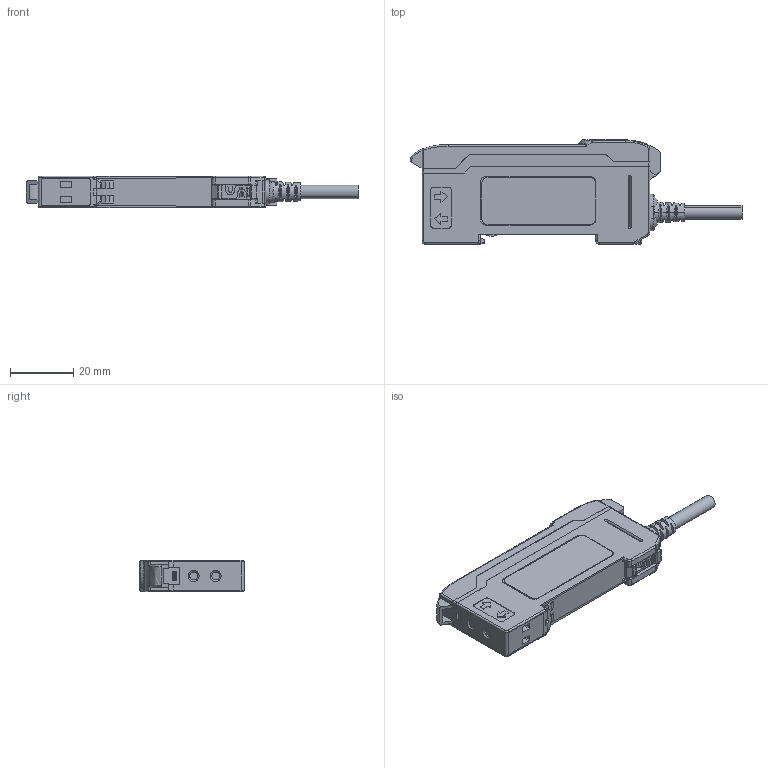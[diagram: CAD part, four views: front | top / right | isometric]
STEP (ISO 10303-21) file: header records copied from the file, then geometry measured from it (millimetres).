
FILE_DESCRIPTION((''),'2;1');
FILE_NAME('161273_ASM','2022-04-18T10:11:45',('PDMAdmin'),('BANNER ENGINEERING'),'CREO PARAMETRIC BY PTC INC, 2019292','CREO PARAMETRIC BY PTC INC, 2019292','');
FILE_SCHEMA(('CONFIG_CONTROL_DESIGN'));
Products named in the file (19): 156397; 158608_AF1; 118171_ASSY-158606_AF7; 156383_DRW_ASM; 156394; 156396; 156393; 156520; SMSWR1A_1_OLD; SMSWR4_1_OLD; 156392; 157537; 156399; 156400_W_LOGO; 160111; 160112; 156398; 161273_PL01; 161273_ASM
Assembly tree (18 placements, depth 3):
  161273_ASM
    156397
    156383_DRW_ASM
      158608_AF1
      118171_ASSY-158606_AF7
    156394
    156396
    156393
    156520
    SMSWR1A_1_OLD
    SMSWR4_1_OLD
    156392
    157537
    156399
    156400_W_LOGO
    160111
    160112
    156398
    161273_PL01
Bounding box: 105 x 33 x 10.1 mm (x, y, z)
Volume: 24130.8 mm3; surface area: 28126.7 mm2
Topology: 17 solids, 17 shells, 2499 faces, 6716 edges, 4346 vertices
Faces by surface type: plane 1797, cylinder 501, bspline 95, sphere 40, torus 35, cone 26, extrusion 5
Entity records: 81895 total; most frequent: CARTESIAN_POINT 19173, ORIENTED_EDGE 13400, DIRECTION 12199, EDGE_CURVE 6700, VECTOR 5255, LINE 5250, VERTEX_POINT 4346, AXIS2_PLACEMENT_3D 3472
